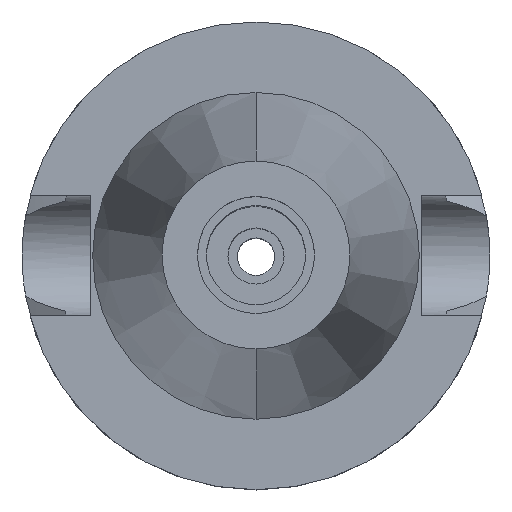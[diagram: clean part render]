
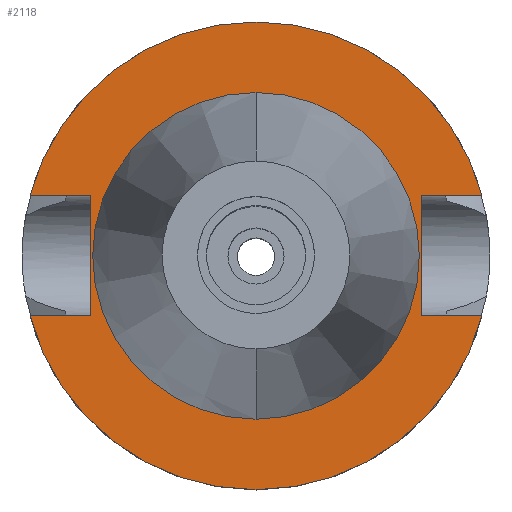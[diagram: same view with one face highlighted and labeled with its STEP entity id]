
A CAD part, top view. The second image highlights one B-rep face of the part: STEP entity #2118.
In plain terms, the highlighted planar face has unit normal (0, 0, 1).
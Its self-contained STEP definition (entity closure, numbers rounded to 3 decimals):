
#722=DIRECTION('',(1.,0.,0.));
#723=VECTOR('',#722,12.921);
#724=CARTESIAN_POINT('',(35.4,12.85,-1.5));
#725=LINE('',#724,#723);
#769=DIRECTION('',(0.,1.,0.));
#770=VECTOR('',#769,25.7);
#771=CARTESIAN_POINT('',(-35.4,-12.85,-1.5));
#772=LINE('',#771,#770);
#776=DIRECTION('',(-1.,0.,0.));
#777=VECTOR('',#776,12.921);
#778=CARTESIAN_POINT('',(-35.4,12.85,-1.5));
#779=LINE('',#778,#777);
#783=CARTESIAN_POINT('',(0.,0.,-1.5));
#784=DIRECTION('',(0.,0.,-1.));
#785=DIRECTION('',(-0.966,0.257,0.));
#786=AXIS2_PLACEMENT_3D('',#783,#784,#785);
#791=CARTESIAN_POINT('',(0.,0.,-1.5));
#792=DIRECTION('',(0.,0.,-1.));
#793=DIRECTION('',(0.,1.,0.));
#794=AXIS2_PLACEMENT_3D('',#791,#792,#793);
#799=DIRECTION('',(0.,-1.,0.));
#800=VECTOR('',#799,25.7);
#801=CARTESIAN_POINT('',(35.4,12.85,-1.5));
#802=LINE('',#801,#800);
#806=DIRECTION('',(1.,0.,0.));
#807=VECTOR('',#806,12.921);
#808=CARTESIAN_POINT('',(35.4,-12.85,-1.5));
#809=LINE('',#808,#807);
#813=CARTESIAN_POINT('',(0.,0.,-1.5));
#814=DIRECTION('',(0.,0.,-1.));
#815=DIRECTION('',(0.966,-0.257,0.));
#816=AXIS2_PLACEMENT_3D('',#813,#814,#815);
#821=CARTESIAN_POINT('',(0.,0.,-1.5));
#822=DIRECTION('',(0.,0.,-1.));
#823=DIRECTION('',(0.,-1.,0.));
#824=AXIS2_PLACEMENT_3D('',#821,#822,#823);
#829=CARTESIAN_POINT('',(0.,0.,-1.5));
#830=DIRECTION('',(0.,0.,1.));
#831=DIRECTION('',(0.,-1.,0.));
#832=AXIS2_PLACEMENT_3D('',#829,#830,#831);
#837=CARTESIAN_POINT('',(0.,0.,-1.5));
#838=DIRECTION('',(0.,0.,1.));
#839=DIRECTION('',(0.,1.,0.));
#840=AXIS2_PLACEMENT_3D('',#837,#838,#839);
#875=DIRECTION('',(-1.,0.,0.));
#876=VECTOR('',#875,12.921);
#877=CARTESIAN_POINT('',(-35.4,-12.85,-1.5));
#878=LINE('',#877,#876);
#1397=CARTESIAN_POINT('',(-35.4,-12.85,-1.5));
#1398=VERTEX_POINT('',#1397);
#1399=CARTESIAN_POINT('',(-48.321,-12.85,-1.5));
#1400=VERTEX_POINT('',#1399);
#1403=CARTESIAN_POINT('',(-35.4,12.85,-1.5));
#1404=VERTEX_POINT('',#1403);
#1405=CARTESIAN_POINT('',(-48.321,12.85,-1.5));
#1406=VERTEX_POINT('',#1405);
#1407=CARTESIAN_POINT('',(0.,50.,-1.5));
#1408=CARTESIAN_POINT('',(48.321,12.85,-1.5));
#1409=VERTEX_POINT('',#1407);
#1410=VERTEX_POINT('',#1408);
#1411=CARTESIAN_POINT('',(35.4,12.85,-1.5));
#1412=VERTEX_POINT('',#1411);
#1413=CARTESIAN_POINT('',(35.4,-12.85,-1.5));
#1414=VERTEX_POINT('',#1413);
#1415=CARTESIAN_POINT('',(48.321,-12.85,-1.5));
#1416=VERTEX_POINT('',#1415);
#1417=CARTESIAN_POINT('',(0.,-50.,-1.5));
#1418=VERTEX_POINT('',#1417);
#1419=CARTESIAN_POINT('',(0.,-34.925,-1.5));
#1420=CARTESIAN_POINT('',(0.,34.925,-1.5));
#1421=VERTEX_POINT('',#1419);
#1422=VERTEX_POINT('',#1420);
#2087=CARTESIAN_POINT('',(0.,0.,-1.5));
#2088=DIRECTION('',(0.,0.,-1.));
#2089=DIRECTION('',(0.,-1.,0.));
#2090=AXIS2_PLACEMENT_3D('',#2087,#2088,#2089);
#2091=PLANE('',#2090);
#2093=ORIENTED_EDGE('',*,*,#2092,.T.);
#2095=ORIENTED_EDGE('',*,*,#2094,.T.);
#2097=ORIENTED_EDGE('',*,*,#2096,.T.);
#2099=ORIENTED_EDGE('',*,*,#2098,.T.);
#2100=ORIENTED_EDGE('',*,*,#2063,.F.);
#2101=ORIENTED_EDGE('',*,*,#2077,.T.);
#2103=ORIENTED_EDGE('',*,*,#2102,.T.);
#2105=ORIENTED_EDGE('',*,*,#2104,.T.);
#2107=ORIENTED_EDGE('',*,*,#2106,.T.);
#2109=ORIENTED_EDGE('',*,*,#2108,.F.);
#2110=EDGE_LOOP('',(#2093,#2095,#2097,#2099,#2100,#2101,#2103,#2105,#2107,
#2109));
#2111=FACE_OUTER_BOUND('',#2110,.F.);
#2113=ORIENTED_EDGE('',*,*,#2112,.T.);
#2115=ORIENTED_EDGE('',*,*,#2114,.T.);
#2116=EDGE_LOOP('',(#2113,#2115));
#2117=FACE_BOUND('',#2116,.F.);
#787=CIRCLE('',#786,50.);
#795=CIRCLE('',#794,50.);
#817=CIRCLE('',#816,50.);
#825=CIRCLE('',#824,50.);
#833=CIRCLE('',#832,34.925);
#841=CIRCLE('',#840,34.925);
#2063=EDGE_CURVE('',#1412,#1410,#725,.T.);
#2077=EDGE_CURVE('',#1412,#1414,#802,.T.);
#2092=EDGE_CURVE('',#1398,#1404,#772,.T.);
#2094=EDGE_CURVE('',#1404,#1406,#779,.T.);
#2096=EDGE_CURVE('',#1406,#1409,#787,.T.);
#2098=EDGE_CURVE('',#1409,#1410,#795,.T.);
#2102=EDGE_CURVE('',#1414,#1416,#809,.T.);
#2104=EDGE_CURVE('',#1416,#1418,#817,.T.);
#2106=EDGE_CURVE('',#1418,#1400,#825,.T.);
#2108=EDGE_CURVE('',#1398,#1400,#878,.T.);
#2112=EDGE_CURVE('',#1421,#1422,#833,.T.);
#2114=EDGE_CURVE('',#1422,#1421,#841,.T.);
#2118=ADVANCED_FACE('',(#2111,#2117),#2091,.F.);
